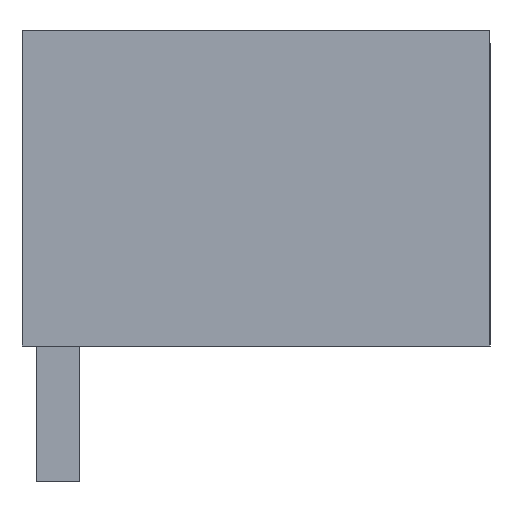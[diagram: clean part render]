
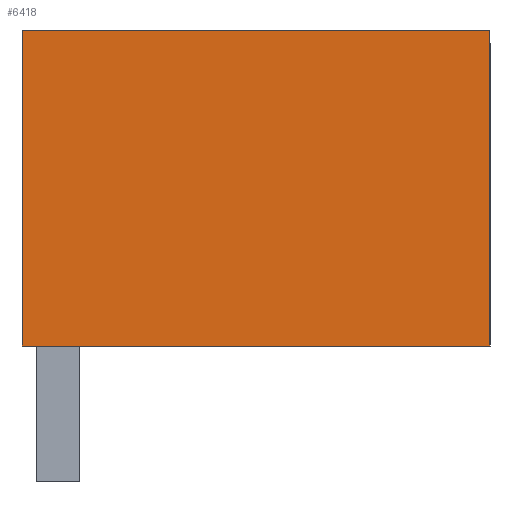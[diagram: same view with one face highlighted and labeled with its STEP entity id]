
A CAD part, left-side view. The second image highlights one B-rep face of the part: STEP entity #6418.
In plain terms, the highlighted planar face has unit normal (-1, 0, 0).
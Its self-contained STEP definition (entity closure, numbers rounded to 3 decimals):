
#6405=AXIS2_PLACEMENT_3D('Plane Axis2P3D',#6402,#6403,#6404) ;
#2264=CARTESIAN_POINT('Vertex',(0.,11.05,3.2)) ;
#2267=CARTESIAN_POINT('Line Origine',(0.,11.05,6.925)) ;
#2271=CARTESIAN_POINT('Vertex',(0.,11.05,10.65)) ;
#2655=CARTESIAN_POINT('Line Origine',(0.,5.525,3.2)) ;
#2659=CARTESIAN_POINT('Vertex',(0.,0.,3.2)) ;
#5418=CARTESIAN_POINT('Line Origine',(0.,5.525,10.65)) ;
#5422=CARTESIAN_POINT('Vertex',(0.,0.,10.65)) ;
#6402=CARTESIAN_POINT('Axis2P3D Location',(0.,-2.377,0.)) ;
#6407=CARTESIAN_POINT('Line Origine',(0.,0.,6.925)) ;
#2268=DIRECTION('Vector Direction',(0.,0.,-1.)) ;
#2656=DIRECTION('Vector Direction',(0.,1.,0.)) ;
#5419=DIRECTION('Vector Direction',(0.,-1.,0.)) ;
#6403=DIRECTION('Axis2P3D Direction',(1.,-0.,0.)) ;
#6404=DIRECTION('Axis2P3D XDirection',(0.,1.,0.)) ;
#6408=DIRECTION('Vector Direction',(0.,0.,1.)) ;
#2269=VECTOR('Line Direction',#2268,1.) ;
#2657=VECTOR('Line Direction',#2656,1.) ;
#5420=VECTOR('Line Direction',#5419,1.) ;
#6409=VECTOR('Line Direction',#6408,1.) ;
#6413=ORIENTED_EDGE('',*,*,#5424,.F.) ;
#6414=ORIENTED_EDGE('',*,*,#2273,.T.) ;
#6415=ORIENTED_EDGE('',*,*,#2661,.F.) ;
#6416=ORIENTED_EDGE('',*,*,#6411,.T.) ;
#6418=ADVANCED_FACE('HOUSING',(#6417),#6406,.F.) ;
#2273=EDGE_CURVE('',#2272,#2265,#2270,.T.) ;
#2661=EDGE_CURVE('',#2660,#2265,#2658,.T.) ;
#5424=EDGE_CURVE('',#2272,#5423,#5421,.T.) ;
#6411=EDGE_CURVE('',#2660,#5423,#6410,.T.) ;
#6412=EDGE_LOOP('',(#6413,#6414,#6415,#6416)) ;
#6417=FACE_OUTER_BOUND('',#6412,.T.) ;
#2270=LINE('Line',#2267,#2269) ;
#2658=LINE('Line',#2655,#2657) ;
#5421=LINE('Line',#5418,#5420) ;
#6410=LINE('Line',#6407,#6409) ;
#6406=PLANE('',#6405) ;
#2265=VERTEX_POINT('',#2264) ;
#2272=VERTEX_POINT('',#2271) ;
#2660=VERTEX_POINT('',#2659) ;
#5423=VERTEX_POINT('',#5422) ;
